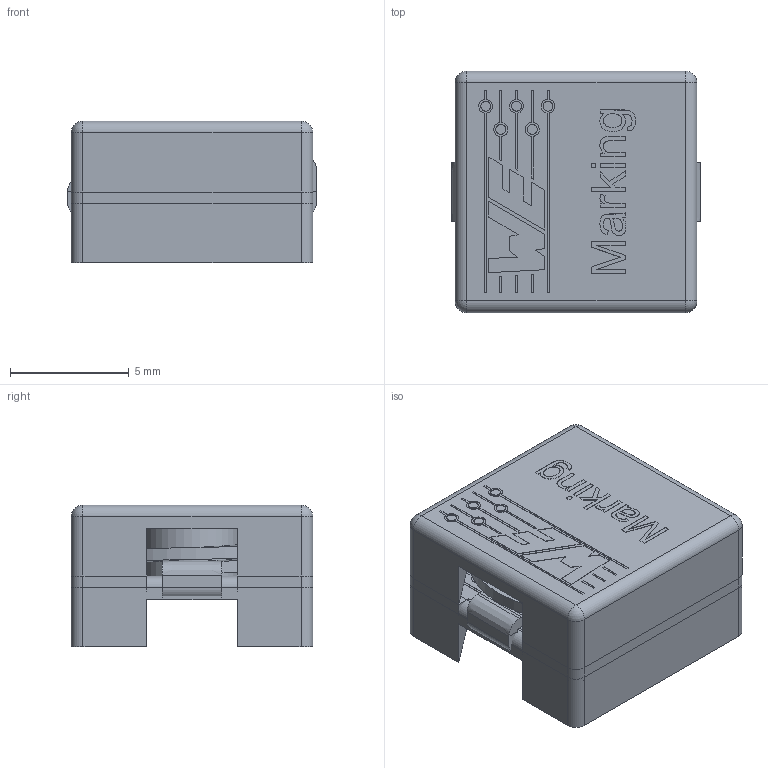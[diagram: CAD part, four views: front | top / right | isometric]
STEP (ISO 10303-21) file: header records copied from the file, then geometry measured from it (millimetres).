
FILE_DESCRIPTION( ( 'Unknown' ), '1' );
FILE_NAME( '7443552x.stp', 'Unknown', ( 'Unknown' ), ( 'Unknown' ), 'XStep 1.0', 'Unknown', ' ' );
FILE_SCHEMA( ( 'automotive_design' ) );
Length unit declared in the file: millimetre
Products named in the file (4): Assem1; Boden; Deckel
Bounding box: 10.5 x 10.2 x 5.98 mm (x, y, z)
Surface area: 1708.4 mm2
Topology: 6 solids, 6 shells, 558 faces, 1402 edges, 892 vertices
Faces by surface type: plane 382, cylinder 70, extrusion 62, bspline 28, sphere 16
Full cylindrical faces by diameter (mm): 4 x2
Entity records: 11153 total; most frequent: CARTESIAN_POINT 3433, ORIENTED_EDGE 1372, DIRECTION 997, EDGE_CURVE 686, VERTEX_POINT 446, VECTOR 401, LINE 370, EDGE_LOOP 312
